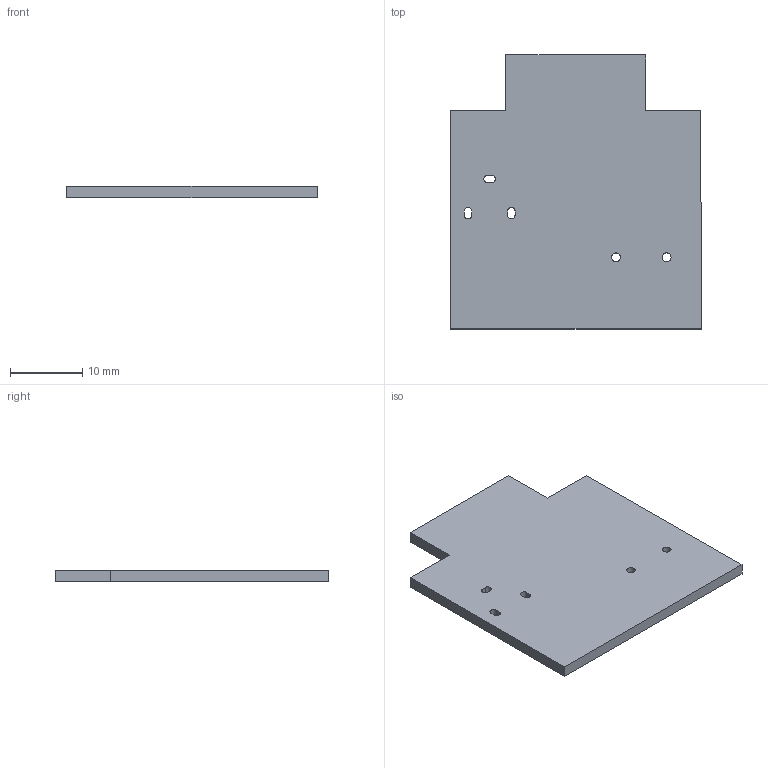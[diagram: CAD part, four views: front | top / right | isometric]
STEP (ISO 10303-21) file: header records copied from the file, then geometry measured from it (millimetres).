
FILE_DESCRIPTION(('KiCad electronic assembly'),'2;1');
FILE_NAME('power mount.STEP','2022-08-24T12:53:31',('Pcbnew'),('Kicad'), 'Open CASCADE STEP processor 7.6','KiCad to STEP converter','Unknown' );
FILE_SCHEMA(('AUTOMOTIVE_DESIGN { 1 0 10303 214 1 1 1 1 }'));
Length unit declared in the file: millimetre
Products named in the file (2): power mount 1; power_mount PCB
Assembly tree (1 placements, depth 2):
  power mount 1
    power_mount PCB
Bounding box: 34.63 x 37.85 x 1.6 mm (x, y, z)
Volume: 1897.7 mm3; surface area: 2636.8 mm2
Topology: 1 solids, 1 shells, 24 faces, 66 edges, 44 vertices
Faces by surface type: plane 16, cylinder 8
Full cylindrical faces by diameter (mm): 1.2 x2
Entity records: 1691 total; most frequent: CARTESIAN_POINT 268, DIRECTION 266, LINE 166, VECTOR 166, ORIENTED_EDGE 132, PCURVE 132, DEFINITIONAL_REPRESENTATION 132, EDGE_CURVE 66
